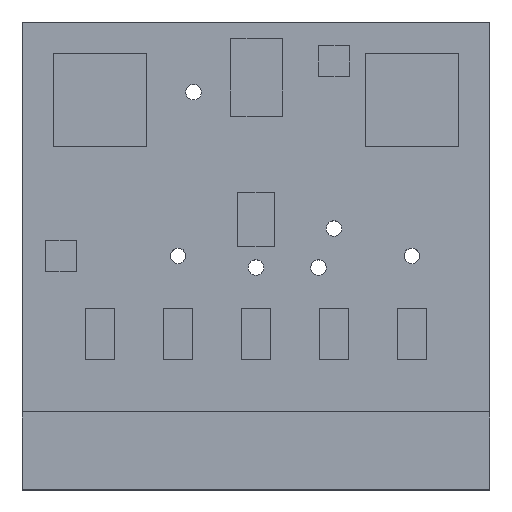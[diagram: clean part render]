
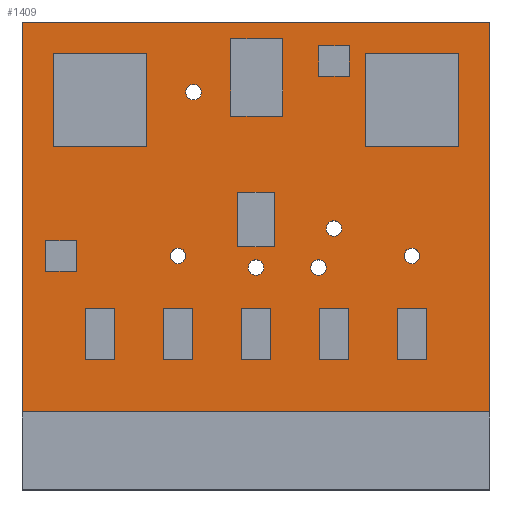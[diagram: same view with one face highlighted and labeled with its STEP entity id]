
A CAD part, top view. The second image highlights one B-rep face of the part: STEP entity #1409.
In plain terms, the highlighted planar face has unit normal (0, 0, 1).
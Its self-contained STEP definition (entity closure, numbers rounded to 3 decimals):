
#112=FACE_BOUND('',#305,.T.);
#113=FACE_BOUND('',#306,.T.);
#114=FACE_BOUND('',#307,.T.);
#115=FACE_BOUND('',#308,.T.);
#116=FACE_BOUND('',#309,.T.);
#117=FACE_BOUND('',#310,.T.);
#118=FACE_BOUND('',#311,.T.);
#119=FACE_BOUND('',#312,.T.);
#120=FACE_BOUND('',#313,.T.);
#121=FACE_BOUND('',#314,.T.);
#122=FACE_BOUND('',#315,.T.);
#123=FACE_BOUND('',#316,.T.);
#124=FACE_BOUND('',#317,.T.);
#125=FACE_BOUND('',#318,.T.);
#144=PLANE('',#1653);
#224=FACE_OUTER_BOUND('',#304,.T.);
#304=EDGE_LOOP('',(#1076,#1077,#1078,#1079));
#305=EDGE_LOOP('',(#1080));
#306=EDGE_LOOP('',(#1081));
#307=EDGE_LOOP('',(#1082));
#308=EDGE_LOOP('',(#1083));
#309=EDGE_LOOP('',(#1084));
#310=EDGE_LOOP('',(#1085));
#311=EDGE_LOOP('',(#1086));
#312=EDGE_LOOP('',(#1087));
#313=EDGE_LOOP('',(#1088));
#314=EDGE_LOOP('',(#1089));
#315=EDGE_LOOP('',(#1090));
#316=EDGE_LOOP('',(#1091));
#317=EDGE_LOOP('',(#1092));
#318=EDGE_LOOP('',(#1093));
#410=LINE('',#2258,#556);
#413=LINE('',#2264,#559);
#416=LINE('',#2270,#562);
#419=LINE('',#2274,#565);
#556=VECTOR('',#1850,10.);
#559=VECTOR('',#1855,10.);
#562=VECTOR('',#1860,10.);
#565=VECTOR('',#1865,10.);
#687=CIRCLE('',#1609,1.524);
#689=CIRCLE('',#1612,0.508);
#691=CIRCLE('',#1615,0.508);
#693=CIRCLE('',#1618,0.254);
#695=CIRCLE('',#1621,0.254);
#697=CIRCLE('',#1624,0.254);
#699=CIRCLE('',#1627,0.254);
#701=CIRCLE('',#1630,0.254);
#703=CIRCLE('',#1633,0.254);
#705=CIRCLE('',#1636,0.508);
#707=CIRCLE('',#1639,0.508);
#709=CIRCLE('',#1642,0.508);
#711=CIRCLE('',#1645,0.508);
#713=CIRCLE('',#1648,1.524);
#715=VERTEX_POINT('',#2170);
#717=VERTEX_POINT('',#2176);
#719=VERTEX_POINT('',#2182);
#721=VERTEX_POINT('',#2188);
#723=VERTEX_POINT('',#2194);
#725=VERTEX_POINT('',#2200);
#727=VERTEX_POINT('',#2206);
#729=VERTEX_POINT('',#2212);
#731=VERTEX_POINT('',#2218);
#733=VERTEX_POINT('',#2224);
#735=VERTEX_POINT('',#2230);
#737=VERTEX_POINT('',#2236);
#739=VERTEX_POINT('',#2242);
#741=VERTEX_POINT('',#2248);
#744=VERTEX_POINT('',#2255);
#745=VERTEX_POINT('',#2257);
#747=VERTEX_POINT('',#2263);
#749=VERTEX_POINT('',#2269);
#832=EDGE_CURVE('',#715,#715,#687,.T.);
#835=EDGE_CURVE('',#717,#717,#689,.T.);
#838=EDGE_CURVE('',#719,#719,#691,.T.);
#841=EDGE_CURVE('',#721,#721,#693,.T.);
#844=EDGE_CURVE('',#723,#723,#695,.T.);
#847=EDGE_CURVE('',#725,#725,#697,.T.);
#850=EDGE_CURVE('',#727,#727,#699,.T.);
#853=EDGE_CURVE('',#729,#729,#701,.T.);
#856=EDGE_CURVE('',#731,#731,#703,.T.);
#859=EDGE_CURVE('',#733,#733,#705,.T.);
#862=EDGE_CURVE('',#735,#735,#707,.T.);
#865=EDGE_CURVE('',#737,#737,#709,.T.);
#868=EDGE_CURVE('',#739,#739,#711,.T.);
#871=EDGE_CURVE('',#741,#741,#713,.T.);
#874=EDGE_CURVE('',#745,#744,#410,.T.);
#877=EDGE_CURVE('',#747,#745,#413,.T.);
#880=EDGE_CURVE('',#749,#747,#416,.T.);
#883=EDGE_CURVE('',#744,#749,#419,.T.);
#1076=ORIENTED_EDGE('',*,*,#883,.T.);
#1077=ORIENTED_EDGE('',*,*,#880,.T.);
#1078=ORIENTED_EDGE('',*,*,#877,.T.);
#1079=ORIENTED_EDGE('',*,*,#874,.T.);
#1080=ORIENTED_EDGE('',*,*,#832,.T.);
#1081=ORIENTED_EDGE('',*,*,#835,.T.);
#1082=ORIENTED_EDGE('',*,*,#838,.T.);
#1083=ORIENTED_EDGE('',*,*,#841,.T.);
#1084=ORIENTED_EDGE('',*,*,#844,.T.);
#1085=ORIENTED_EDGE('',*,*,#847,.T.);
#1086=ORIENTED_EDGE('',*,*,#850,.T.);
#1087=ORIENTED_EDGE('',*,*,#853,.T.);
#1088=ORIENTED_EDGE('',*,*,#856,.T.);
#1089=ORIENTED_EDGE('',*,*,#859,.T.);
#1090=ORIENTED_EDGE('',*,*,#862,.T.);
#1091=ORIENTED_EDGE('',*,*,#865,.T.);
#1092=ORIENTED_EDGE('',*,*,#868,.T.);
#1093=ORIENTED_EDGE('',*,*,#871,.T.);
#1409=ADVANCED_FACE('',(#224,#112,#113,#114,#115,#116,#117,#118,#119,#120,
#121,#122,#123,#124,#125),#144,.T.);
#1609=AXIS2_PLACEMENT_3D('',#2172,#1753,#1754);
#1612=AXIS2_PLACEMENT_3D('',#2178,#1760,#1761);
#1615=AXIS2_PLACEMENT_3D('',#2184,#1767,#1768);
#1618=AXIS2_PLACEMENT_3D('',#2190,#1774,#1775);
#1621=AXIS2_PLACEMENT_3D('',#2196,#1781,#1782);
#1624=AXIS2_PLACEMENT_3D('',#2202,#1788,#1789);
#1627=AXIS2_PLACEMENT_3D('',#2208,#1795,#1796);
#1630=AXIS2_PLACEMENT_3D('',#2214,#1802,#1803);
#1633=AXIS2_PLACEMENT_3D('',#2220,#1809,#1810);
#1636=AXIS2_PLACEMENT_3D('',#2226,#1816,#1817);
#1639=AXIS2_PLACEMENT_3D('',#2232,#1823,#1824);
#1642=AXIS2_PLACEMENT_3D('',#2238,#1830,#1831);
#1645=AXIS2_PLACEMENT_3D('',#2244,#1837,#1838);
#1648=AXIS2_PLACEMENT_3D('',#2250,#1844,#1845);
#1653=AXIS2_PLACEMENT_3D('',#2275,#1866,#1867);
#1753=DIRECTION('center_axis',(0.,0.,-1.));
#1754=DIRECTION('ref_axis',(1.,0.,0.));
#1760=DIRECTION('center_axis',(0.,0.,-1.));
#1761=DIRECTION('ref_axis',(1.,0.,0.));
#1767=DIRECTION('center_axis',(0.,0.,-1.));
#1768=DIRECTION('ref_axis',(1.,0.,0.));
#1774=DIRECTION('center_axis',(0.,0.,-1.));
#1775=DIRECTION('ref_axis',(1.,0.,0.));
#1781=DIRECTION('center_axis',(0.,0.,-1.));
#1782=DIRECTION('ref_axis',(1.,0.,0.));
#1788=DIRECTION('center_axis',(0.,0.,-1.));
#1789=DIRECTION('ref_axis',(1.,0.,0.));
#1795=DIRECTION('center_axis',(0.,0.,-1.));
#1796=DIRECTION('ref_axis',(1.,0.,0.));
#1802=DIRECTION('center_axis',(0.,0.,-1.));
#1803=DIRECTION('ref_axis',(1.,0.,0.));
#1809=DIRECTION('center_axis',(0.,0.,-1.));
#1810=DIRECTION('ref_axis',(1.,0.,0.));
#1816=DIRECTION('center_axis',(0.,0.,-1.));
#1817=DIRECTION('ref_axis',(1.,0.,0.));
#1823=DIRECTION('center_axis',(0.,0.,-1.));
#1824=DIRECTION('ref_axis',(1.,0.,0.));
#1830=DIRECTION('center_axis',(0.,0.,-1.));
#1831=DIRECTION('ref_axis',(1.,0.,0.));
#1837=DIRECTION('center_axis',(0.,0.,-1.));
#1838=DIRECTION('ref_axis',(1.,0.,0.));
#1844=DIRECTION('center_axis',(0.,0.,-1.));
#1845=DIRECTION('ref_axis',(1.,0.,0.));
#1850=DIRECTION('',(-1.,0.,0.));
#1855=DIRECTION('',(0.,1.,0.));
#1860=DIRECTION('',(1.,0.,0.));
#1865=DIRECTION('',(0.,-1.,0.));
#1866=DIRECTION('center_axis',(0.,0.,1.));
#1867=DIRECTION('ref_axis',(1.,0.,0.));
#2170=CARTESIAN_POINT('',(1.016,12.7,1.57));
#2172=CARTESIAN_POINT('Origin',(2.54,12.7,1.57));
#2176=CARTESIAN_POINT('',(10.922,1.27,1.57));
#2178=CARTESIAN_POINT('Origin',(11.43,1.27,1.57));
#2182=CARTESIAN_POINT('',(5.842,1.27,1.57));
#2184=CARTESIAN_POINT('Origin',(6.35,1.27,1.57));
#2188=CARTESIAN_POINT('',(5.334,12.954,1.57));
#2190=CARTESIAN_POINT('Origin',(5.588,12.954,1.57));
#2194=CARTESIAN_POINT('',(12.446,7.62,1.57));
#2196=CARTESIAN_POINT('Origin',(12.7,7.62,1.57));
#2200=CARTESIAN_POINT('',(7.366,7.239,1.57));
#2202=CARTESIAN_POINT('Origin',(7.62,7.239,1.57));
#2206=CARTESIAN_POINT('',(9.906,8.509,1.57));
#2208=CARTESIAN_POINT('Origin',(10.16,8.509,1.57));
#2212=CARTESIAN_POINT('',(9.398,7.239,1.57));
#2214=CARTESIAN_POINT('Origin',(9.652,7.239,1.57));
#2218=CARTESIAN_POINT('',(4.826,7.62,1.57));
#2220=CARTESIAN_POINT('Origin',(5.08,7.62,1.57));
#2224=CARTESIAN_POINT('',(0.762,1.27,1.57));
#2226=CARTESIAN_POINT('Origin',(1.27,1.27,1.57));
#2230=CARTESIAN_POINT('',(3.302,1.27,1.57));
#2232=CARTESIAN_POINT('Origin',(3.81,1.27,1.57));
#2236=CARTESIAN_POINT('',(8.382,1.27,1.57));
#2238=CARTESIAN_POINT('Origin',(8.89,1.27,1.57));
#2242=CARTESIAN_POINT('',(13.462,1.27,1.57));
#2244=CARTESIAN_POINT('Origin',(13.97,1.27,1.57));
#2248=CARTESIAN_POINT('',(11.176,12.7,1.57));
#2250=CARTESIAN_POINT('Origin',(12.7,12.7,1.57));
#2255=CARTESIAN_POINT('',(0.,15.24,1.57));
#2257=CARTESIAN_POINT('',(15.24,15.24,1.57));
#2258=CARTESIAN_POINT('',(15.24,15.24,1.57));
#2263=CARTESIAN_POINT('',(15.24,0.,1.57));
#2264=CARTESIAN_POINT('',(15.24,0.,1.57));
#2269=CARTESIAN_POINT('',(0.,0.,1.57));
#2270=CARTESIAN_POINT('',(0.,0.,1.57));
#2274=CARTESIAN_POINT('',(0.,15.24,1.57));
#2275=CARTESIAN_POINT('Origin',(7.62,7.62,1.57));
